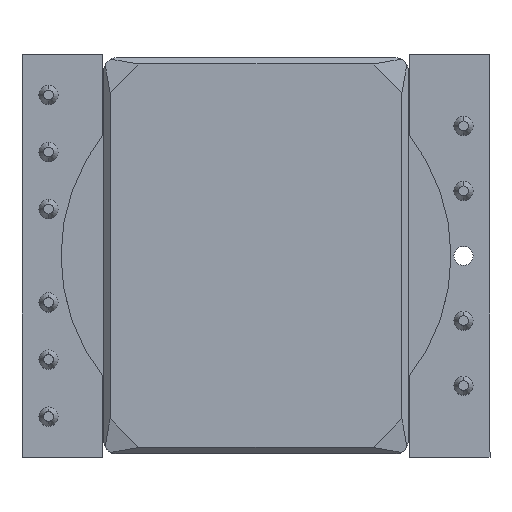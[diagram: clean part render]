
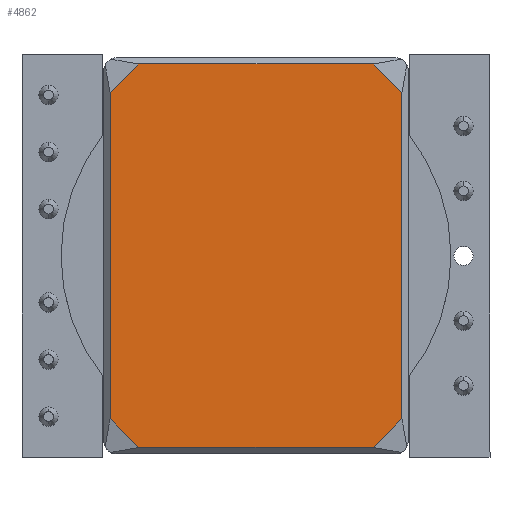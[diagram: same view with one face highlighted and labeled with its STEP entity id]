
A CAD part, top view. The second image highlights one B-rep face of the part: STEP entity #4862.
In plain terms, the highlighted face is planar.
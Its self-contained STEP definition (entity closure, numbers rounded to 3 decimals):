
#979=ORIENTED_EDGE('',*,*,#1632,.T.);
#980=ORIENTED_EDGE('',*,*,#1627,.T.);
#981=ORIENTED_EDGE('',*,*,#1630,.T.);
#982=ORIENTED_EDGE('',*,*,#1615,.T.);
#983=ORIENTED_EDGE('',*,*,#1631,.T.);
#984=ORIENTED_EDGE('',*,*,#1620,.T.);
#985=ORIENTED_EDGE('',*,*,#1629,.T.);
#986=ORIENTED_EDGE('',*,*,#1624,.T.);
#1615=EDGE_CURVE('',#2000,#1999,#2283,.T.);
#1620=EDGE_CURVE('',#2001,#2002,#2288,.T.);
#1624=EDGE_CURVE('',#2003,#2004,#2292,.T.);
#1627=EDGE_CURVE('',#2006,#2005,#2295,.T.);
#1629=EDGE_CURVE('',#2002,#2003,#2297,.T.);
#1630=EDGE_CURVE('',#2005,#2000,#2298,.T.);
#1631=EDGE_CURVE('',#1999,#2001,#2299,.T.);
#1632=EDGE_CURVE('',#2004,#2006,#2300,.T.);
#1999=VERTEX_POINT('',#7090);
#2000=VERTEX_POINT('',#7092);
#2001=VERTEX_POINT('',#7096);
#2002=VERTEX_POINT('',#7099);
#2003=VERTEX_POINT('',#7103);
#2004=VERTEX_POINT('',#7106);
#2005=VERTEX_POINT('',#7111);
#2006=VERTEX_POINT('',#7113);
#2283=LINE('',#7091,#2601);
#2288=LINE('',#7100,#2606);
#2292=LINE('',#7107,#2610);
#2295=LINE('',#7112,#2613);
#2297=LINE('',#7116,#2615);
#2298=LINE('',#7118,#2616);
#2299=LINE('',#7120,#2617);
#2300=LINE('',#7122,#2618);
#2601=VECTOR('',#6017,1000.);
#2606=VECTOR('',#6024,1000.);
#2610=VECTOR('',#6030,1000.);
#2613=VECTOR('',#6035,1000.);
#2615=VECTOR('',#6039,1000.);
#2616=VECTOR('',#6042,1000.);
#2617=VECTOR('',#6045,1000.);
#2618=VECTOR('',#6048,1000.);
#2876=EDGE_LOOP('',(#979,#980,#981,#982,#983,#984,#985,#986));
#3106=FACE_BOUND('',#2876,.T.);
#3243=PLANE('',#5198);
#4862=ADVANCED_FACE('',(#3106),#3243,.T.);
#5198=AXIS2_PLACEMENT_3D('',#7148,#6071,#6072);
#6017=DIRECTION('',(0.,0.,1.));
#6024=DIRECTION('',(1.,0.,0.));
#6030=DIRECTION('',(0.,0.,-1.));
#6035=DIRECTION('',(-1.,0.,0.));
#6039=DIRECTION('',(0.707,0.,-0.707));
#6042=DIRECTION('',(-0.707,0.,0.707));
#6045=DIRECTION('',(0.707,0.,0.707));
#6048=DIRECTION('',(-0.707,0.,-0.707));
#6071=DIRECTION('',(0.,1.,0.));
#6072=DIRECTION('',(1.,0.,0.));
#7090=CARTESIAN_POINT('',(-57.953,-5.957,42.092));
#7091=CARTESIAN_POINT('',(-57.953,-5.957,24.412));
#7092=CARTESIAN_POINT('',(-57.953,-5.957,26.112));
#7096=CARTESIAN_POINT('',(-56.553,-5.957,43.492));
#7099=CARTESIAN_POINT('',(-45.053,-5.957,43.492));
#7100=CARTESIAN_POINT('',(-58.253,-5.957,43.492));
#7103=CARTESIAN_POINT('',(-43.653,-5.957,42.092));
#7106=CARTESIAN_POINT('',(-43.653,-5.957,26.112));
#7107=CARTESIAN_POINT('',(-43.653,-5.957,24.412));
#7111=CARTESIAN_POINT('',(-56.553,-5.957,24.712));
#7112=CARTESIAN_POINT('',(-58.253,-5.957,24.712));
#7113=CARTESIAN_POINT('',(-45.053,-5.957,24.712));
#7116=CARTESIAN_POINT('',(-42.113,-5.957,40.552));
#7118=CARTESIAN_POINT('',(-57.253,-5.957,25.412));
#7120=CARTESIAN_POINT('',(-66.943,-5.957,33.102));
#7122=CARTESIAN_POINT('',(-51.803,-5.957,17.962));
#7148=CARTESIAN_POINT('',(-58.253,-5.957,24.412));
